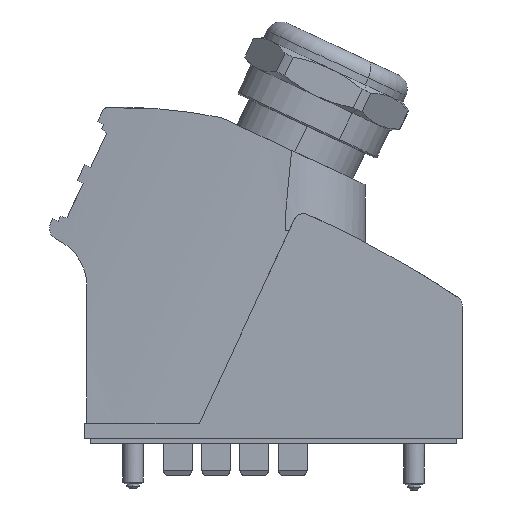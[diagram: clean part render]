
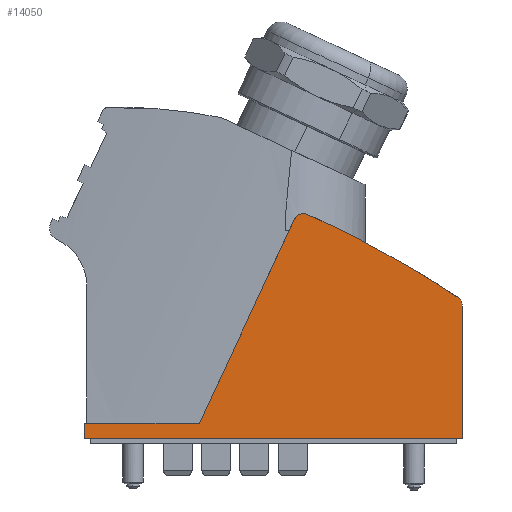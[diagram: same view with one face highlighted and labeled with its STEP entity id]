
A CAD part, left-side view. The second image highlights one B-rep face of the part: STEP entity #14050.
In plain terms, the highlighted face is planar.
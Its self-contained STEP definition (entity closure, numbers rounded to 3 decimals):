
#6790=CARTESIAN_POINT('',(-918.367,121.75,
-980.88));
#6800=VERTEX_POINT('',#6790);
#6960=CARTESIAN_POINT('',(-919.247,121.75,
-979.223));
#6970=VERTEX_POINT('',#6960);
#7000=CARTESIAN_POINT('',(-917.247,121.75,
-979.223));
#7010=DIRECTION('',(0.,-1.,0.));
#7020=DIRECTION('',(-1.,0.,0.));
#7030=AXIS2_PLACEMENT_3D('',#7000,#7010,#7020);
#7040=CIRCLE('',#7030,2.);
#7050=EDGE_CURVE('',#6970,#6800,#7040,.T.);
#10920=CARTESIAN_POINT('',(-396.592,121.75,
54.114));
#10930=DIRECTION('',(0.423,0.,0.906));
#10940=VECTOR('',#10930,1.);
#10950=LINE('',#10920,#10940);
#10960=CARTESIAN_POINT('',(-886.334,121.75,
-996.14));
#10970=VERTEX_POINT('',#10960);
#10980=CARTESIAN_POINT('',(-867.747,121.75,
-956.282));
#10990=VERTEX_POINT('',#10980);
#11000=EDGE_CURVE('',#10970,#10990,#10950,.T.);
#11470=CARTESIAN_POINT('',(-888.146,121.75,
-995.294));
#11480=DIRECTION('',(0.,-1.,0.));
#11490=DIRECTION('',(-1.,0.,0.));
#11500=AXIS2_PLACEMENT_3D('',#11470,#11480,#11490);
#11510=CIRCLE('',#11500,2.);
#11520=CARTESIAN_POINT('',(-888.952,121.75,
-997.125));
#11530=VERTEX_POINT('',#11520);
#11540=EDGE_CURVE('',#11530,#10970,#11510,.T.);
#13490=CARTESIAN_POINT('',(-892.532,121.75,
-972.885));
#13500=DIRECTION('',(0.,1.,-0.));
#13510=DIRECTION('',(-1.,0.,0.));
#13520=AXIS2_PLACEMENT_3D('',#13490,#13500,#13510);
#13530=PLANE('',#13520);
#13540=CARTESIAN_POINT('',(-825.999,121.75,
-844.158));
#13550=DIRECTION('',(0.,-1.,0.));
#13560=DIRECTION('',(-1.,0.,0.));
#13570=AXIS2_PLACEMENT_3D('',#13540,#13550,#13560);
#13580=CIRCLE('',#13570,165.);
#13590=CARTESIAN_POINT('',(-904.256,121.75,
-989.419));
#13600=VERTEX_POINT('',#13590);
#13610=EDGE_CURVE('',#6800,#13600,#13580,.T.);
#13620=ORIENTED_EDGE('',*,*,#13610,.T.);
#13630=ORIENTED_EDGE('',*,*,#7050,.T.);
#13640=CARTESIAN_POINT('',(-919.247,121.75,
54.114));
#13650=DIRECTION('',(0.,0.,1.));
#13660=VECTOR('',#13650,1.);
#13670=LINE('',#13640,#13660);
#13680=CARTESIAN_POINT('',(-919.247,121.75,
-953.282));
#13690=VERTEX_POINT('',#13680);
#13700=EDGE_CURVE('',#6970,#13690,#13670,.T.);
#13710=ORIENTED_EDGE('',*,*,#13700,.F.);
#13720=CARTESIAN_POINT('',(-262.742,121.75,
-953.282));
#13730=DIRECTION('',(-1.,0.,0.));
#13740=VECTOR('',#13730,1.);
#13750=LINE('',#13720,#13740);
#13760=CARTESIAN_POINT('',(-845.247,121.75,
-953.282));
#13770=VERTEX_POINT('',#13760);
#13780=EDGE_CURVE('',#13770,#13690,#13750,.T.);
#13790=ORIENTED_EDGE('',*,*,#13780,.T.);
#13800=CARTESIAN_POINT('',(-845.247,121.75,
54.114));
#13810=DIRECTION('',(0.,0.,1.));
#13820=VECTOR('',#13810,1.);
#13830=LINE('',#13800,#13820);
#13840=CARTESIAN_POINT('',(-845.247,121.75,
-956.282));
#13850=VERTEX_POINT('',#13840);
#13860=EDGE_CURVE('',#13850,#13770,#13830,.T.);
#13870=ORIENTED_EDGE('',*,*,#13860,.T.);
#13880=CARTESIAN_POINT('',(-262.742,121.75,
-956.282));
#13890=DIRECTION('',(1.,0.,0.));
#13900=VECTOR('',#13890,1.);
#13910=LINE('',#13880,#13900);
#13920=EDGE_CURVE('',#10990,#13850,#13910,.T.);
#13930=ORIENTED_EDGE('',*,*,#13920,.T.);
#13940=ORIENTED_EDGE('',*,*,#11000,.T.);
#13950=ORIENTED_EDGE('',*,*,#11540,.T.);
#13960=CARTESIAN_POINT('',(-822.499,121.75,
-846.098));
#13970=DIRECTION('',(0.,-1.,0.));
#13980=DIRECTION('',(-1.,0.,0.));
#13990=AXIS2_PLACEMENT_3D('',#13960,#13970,#13980);
#14000=CIRCLE('',#13990,165.);
#14010=EDGE_CURVE('',#13600,#11530,#14000,.T.);
#14020=ORIENTED_EDGE('',*,*,#14010,.T.);
#14030=EDGE_LOOP('',(#14020,#13950,#13940,#13930,#13870,#13790,#13710,
#13630,#13620));
#14040=FACE_OUTER_BOUND('',#14030,.T.);
#14050=ADVANCED_FACE('',(#14040),#13530,.F.);
